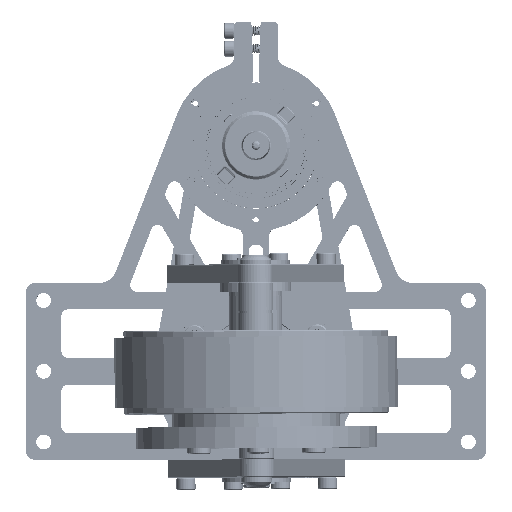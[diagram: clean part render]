
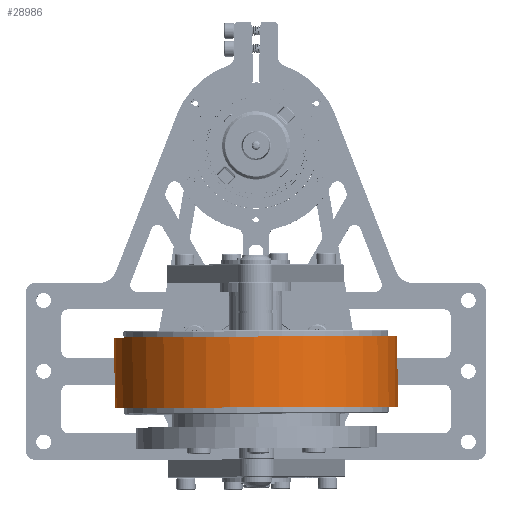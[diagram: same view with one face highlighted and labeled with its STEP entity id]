
A CAD part, top view. The second image highlights one B-rep face of the part: STEP entity #28986.
In plain terms, the highlighted cylindrical face has radius 50.8 mm (diameter 101.6 mm), a full revolution.
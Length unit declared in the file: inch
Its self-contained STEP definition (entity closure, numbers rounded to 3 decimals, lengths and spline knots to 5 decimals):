
#6637=FACE_BOUND($,#9729,.T.);
#7767=FACE_OUTER_BOUND($,#9728,.T.);
#9728=EDGE_LOOP($,(#22858));
#9729=EDGE_LOOP($,(#22859));
#11613=CIRCLE($,#31300,2.);
#11614=CIRCLE($,#31301,2.);
#13577=VERTEX_POINT($,#48161);
#13578=VERTEX_POINT($,#48163);
#17097=EDGE_CURVE($,#13577,#13577,#11613,.T.);
#17098=EDGE_CURVE($,#13578,#13578,#11614,.T.);
#22858=ORIENTED_EDGE($,*,*,#17097,.T.);
#22859=ORIENTED_EDGE($,*,*,#17098,.F.);
#27983=CYLINDRICAL_SURFACE($,#31299,2.);
#28986=ADVANCED_FACE($,(#7767,#6637),#27983,.T.);
#31299=AXIS2_PLACEMENT_3D($,#48160,#36449,#36450);
#31300=AXIS2_PLACEMENT_3D($,#48162,#36451,#36452);
#31301=AXIS2_PLACEMENT_3D($,#48164,#36453,#36454);
#36449=DIRECTION('center_axis',(0.,0.,1.));
#36450=DIRECTION('ref_axis',(-1.,0.,0.));
#36451=DIRECTION('center_axis',(0.,0.,-1.));
#36452=DIRECTION('ref_axis',(-1.,0.,0.));
#36453=DIRECTION('center_axis',(0.,0.,-1.));
#36454=DIRECTION('ref_axis',(-1.,0.,0.));
#48160=CARTESIAN_POINT('Origin',(0.,0.,0.));
#48161=CARTESIAN_POINT('',(2.,0.,1.));
#48162=CARTESIAN_POINT('Origin',(0.,0.,1.));
#48163=CARTESIAN_POINT('',(2.,0.,0.));
#48164=CARTESIAN_POINT('Origin',(0.,0.,0.));
